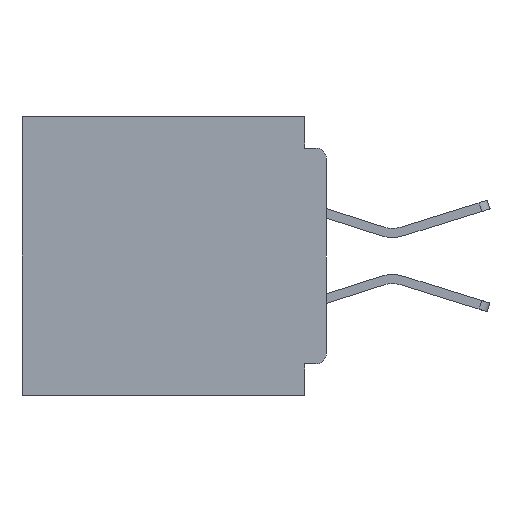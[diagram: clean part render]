
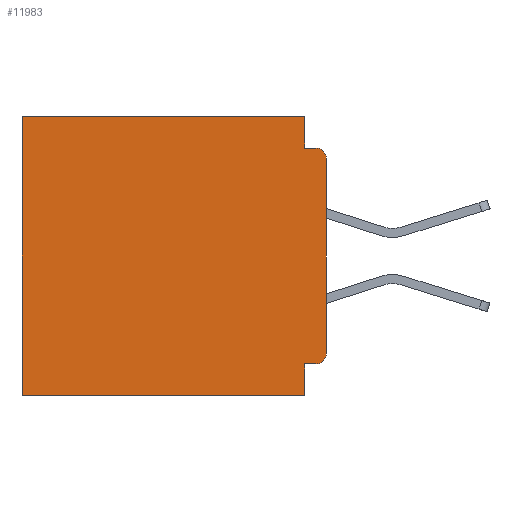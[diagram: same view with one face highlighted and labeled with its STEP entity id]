
A CAD part, left-side view. The second image highlights one B-rep face of the part: STEP entity #11983.
In plain terms, the highlighted planar face has unit normal (-1, 0, 0).
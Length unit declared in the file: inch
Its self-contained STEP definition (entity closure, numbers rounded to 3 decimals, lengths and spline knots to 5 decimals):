
#26 = VECTOR ( 'NONE', #12524, 39.37008 ) ;
#29 = ORIENTED_EDGE ( 'NONE', *, *, #50066, .F. ) ;
#205 = CARTESIAN_POINT ( 'NONE',  ( 0.3, 0.437, 0. ) ) ;
#1724 = DIRECTION ( 'NONE',  ( 0., -1., 0. ) ) ;
#2589 = VERTEX_POINT ( 'NONE', #205 ) ;
#2657 = VECTOR ( 'NONE', #1724, 39.37008 ) ;
#3151 = ORIENTED_EDGE ( 'NONE', *, *, #45891, .F. ) ;
#3215 = EDGE_CURVE ( 'NONE', #6356, #50412, #5522, .T. ) ;
#5062 = CARTESIAN_POINT ( 'NONE',  ( 0.3, 0.015, -0.34 ) ) ;
#5208 = EDGE_CURVE ( 'NONE', #38391, #17151, #45986, .T. ) ;
#5339 = CARTESIAN_POINT ( 'NONE',  ( 0.3, 0., -0.4 ) ) ;
#5522 = LINE ( 'NONE', #39772, #51964 ) ;
#5730 = CARTESIAN_POINT ( 'NONE',  ( 0.3, 0.015, -0.045 ) ) ;
#6321 = CARTESIAN_POINT ( 'NONE',  ( 0.3, 0., -0.4 ) ) ;
#6333 = CARTESIAN_POINT ( 'NONE',  ( 0.3, 0.031, 0. ) ) ;
#6356 = VERTEX_POINT ( 'NONE', #50877 ) ;
#6473 = VERTEX_POINT ( 'NONE', #20227 ) ;
#7334 = CARTESIAN_POINT ( 'NONE',  ( 0.3, 0.031, -0.4 ) ) ;
#7634 = CARTESIAN_POINT ( 'NONE',  ( 0.3, 0.437, -0.4 ) ) ;
#7653 = VECTOR ( 'NONE', #51949, 39.37008 ) ;
#7947 = PLANE ( 'NONE',  #26690 ) ;
#9185 = LINE ( 'NONE', #7634, #31711 ) ;
#9610 = DIRECTION ( 'NONE',  ( 0., 0., -1. ) ) ;
#9894 = DIRECTION ( 'NONE',  ( 0., 0., -1. ) ) ;
#10110 = VECTOR ( 'NONE', #25636, 39.37008 ) ;
#10112 = CARTESIAN_POINT ( 'NONE',  ( 0.3, 0.015, -0.06 ) ) ;
#10274 = VERTEX_POINT ( 'NONE', #10294 ) ;
#10294 = CARTESIAN_POINT ( 'NONE',  ( 0.3, 0., -0.34 ) ) ;
#11472 = CARTESIAN_POINT ( 'NONE',  ( 0.3, 0.031, -0.4 ) ) ;
#11983 = ADVANCED_FACE ( 'NONE', ( #14234 ), #7947, .F. ) ;
#12455 = CARTESIAN_POINT ( 'NONE',  ( 0.3, 0., -0.4 ) ) ;
#12524 = DIRECTION ( 'NONE',  ( 0., 1., 0. ) ) ;
#12971 = ORIENTED_EDGE ( 'NONE', *, *, #3215, .F. ) ;
#13140 = EDGE_CURVE ( 'NONE', #2589, #17151, #9185, .T. ) ;
#13941 = AXIS2_PLACEMENT_3D ( 'NONE', #5062, #36586, #9610 ) ;
#14234 = FACE_OUTER_BOUND ( 'NONE', #45414, .T. ) ;
#14603 = DIRECTION ( 'NONE',  ( 0., 0., -1. ) ) ;
#16999 = DIRECTION ( 'NONE',  ( 0., 0., -1. ) ) ;
#17052 = ORIENTED_EDGE ( 'NONE', *, *, #43336, .T. ) ;
#17151 = VERTEX_POINT ( 'NONE', #57115 ) ;
#17187 = VECTOR ( 'NONE', #28803, 39.37008 ) ;
#18025 = VERTEX_POINT ( 'NONE', #49934 ) ;
#18864 = VECTOR ( 'NONE', #9894, 39.37008 ) ;
#19586 = LINE ( 'NONE', #11472, #7653 ) ;
#20227 = CARTESIAN_POINT ( 'NONE',  ( 0.3, 0.031, 0. ) ) ;
#20847 = EDGE_CURVE ( 'NONE', #18025, #51878, #34612, .T. ) ;
#21946 = ORIENTED_EDGE ( 'NONE', *, *, #27654, .F. ) ;
#22720 = ORIENTED_EDGE ( 'NONE', *, *, #20847, .T. ) ;
#22760 = CIRCLE ( 'NONE', #13941, 0.015 ) ;
#25636 = DIRECTION ( 'NONE',  ( 0., 1., 0. ) ) ;
#26499 = CARTESIAN_POINT ( 'NONE',  ( 0.3, 0.031, -0.045 ) ) ;
#26658 = LINE ( 'NONE', #28593, #2657 ) ;
#26690 = AXIS2_PLACEMENT_3D ( 'NONE', #12455, #43967, #16999 ) ;
#27336 = DIRECTION ( 'NONE',  ( 0., 1., 0. ) ) ;
#27654 = EDGE_CURVE ( 'NONE', #18025, #10274, #54693, .T. ) ;
#28593 = CARTESIAN_POINT ( 'NONE',  ( 0.3, 0., -0.045 ) ) ;
#28803 = DIRECTION ( 'NONE',  ( 0., 0., -1. ) ) ;
#30708 = ORIENTED_EDGE ( 'NONE', *, *, #39140, .T. ) ;
#31263 = ORIENTED_EDGE ( 'NONE', *, *, #5208, .F. ) ;
#31711 = VECTOR ( 'NONE', #34824, 39.37008 ) ;
#33392 = AXIS2_PLACEMENT_3D ( 'NONE', #10112, #41598, #14603 ) ;
#34612 = CIRCLE ( 'NONE', #33392, 0.015 ) ;
#34824 = DIRECTION ( 'NONE',  ( 0., 0., -1. ) ) ;
#35015 = CARTESIAN_POINT ( 'NONE',  ( 0.3, 0., 0. ) ) ;
#36586 = DIRECTION ( 'NONE',  ( -1., 0., 0. ) ) ;
#36964 = VERTEX_POINT ( 'NONE', #26499 ) ;
#38391 = VERTEX_POINT ( 'NONE', #7334 ) ;
#39140 = EDGE_CURVE ( 'NONE', #6473, #2589, #47938, .T. ) ;
#39772 = CARTESIAN_POINT ( 'NONE',  ( 0.3, 0., -0.355 ) ) ;
#41167 = LINE ( 'NONE', #6333, #17187 ) ;
#41598 = DIRECTION ( 'NONE',  ( -1., 0., 0. ) ) ;
#43336 = EDGE_CURVE ( 'NONE', #6356, #10274, #22760, .T. ) ;
#43967 = DIRECTION ( 'NONE',  ( 1., 0., 0. ) ) ;
#45414 = EDGE_LOOP ( 'NONE', ( #21946, #22720, #3151, #29, #30708, #51604, #31263, #53124, #12971, #17052 ) ) ;
#45891 = EDGE_CURVE ( 'NONE', #36964, #51878, #26658, .T. ) ;
#45986 = LINE ( 'NONE', #6321, #10110 ) ;
#47626 = EDGE_CURVE ( 'NONE', #50412, #38391, #19586, .T. ) ;
#47938 = LINE ( 'NONE', #35015, #26 ) ;
#49934 = CARTESIAN_POINT ( 'NONE',  ( 0.3, 0., -0.06 ) ) ;
#50066 = EDGE_CURVE ( 'NONE', #6473, #36964, #41167, .T. ) ;
#50412 = VERTEX_POINT ( 'NONE', #54021 ) ;
#50877 = CARTESIAN_POINT ( 'NONE',  ( 0.3, 0.015, -0.355 ) ) ;
#51604 = ORIENTED_EDGE ( 'NONE', *, *, #13140, .T. ) ;
#51878 = VERTEX_POINT ( 'NONE', #5730 ) ;
#51949 = DIRECTION ( 'NONE',  ( 0., 0., -1. ) ) ;
#51964 = VECTOR ( 'NONE', #27336, 39.37008 ) ;
#53124 = ORIENTED_EDGE ( 'NONE', *, *, #47626, .F. ) ;
#54021 = CARTESIAN_POINT ( 'NONE',  ( 0.3, 0.031, -0.355 ) ) ;
#54693 = LINE ( 'NONE', #5339, #18864 ) ;
#57115 = CARTESIAN_POINT ( 'NONE',  ( 0.3, 0.437, -0.4 ) ) ;
